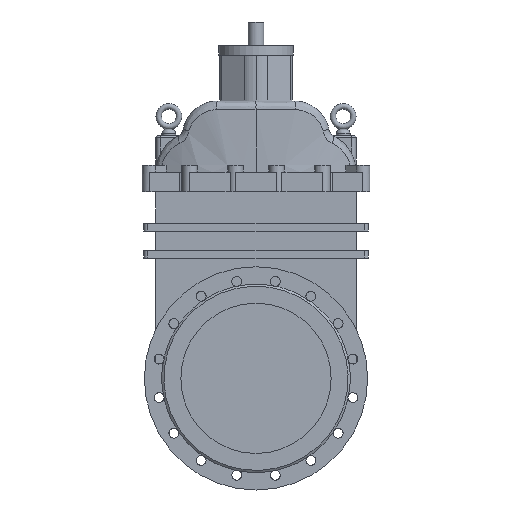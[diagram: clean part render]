
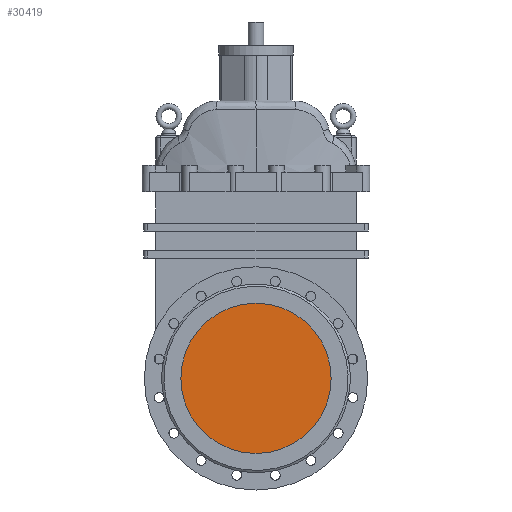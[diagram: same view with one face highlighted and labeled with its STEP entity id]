
A CAD part, front view. The second image highlights one B-rep face of the part: STEP entity #30419.
In plain terms, the highlighted planar face has unit normal (0, -1, 0).
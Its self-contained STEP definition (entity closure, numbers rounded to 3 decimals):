
#30419=ADVANCED_FACE('',(#69486),#69488,.T.);
#69486=FACE_BOUND('',#69487,.T.);
#69487=EDGE_LOOP('',(#89693));
#69488=PLANE('',#69489);
#69489=AXIS2_PLACEMENT_3D('',#69490,#69491,#69492);
#69490=CARTESIAN_POINT('',(19619.535,-4153.06,-269.998));
#69491=DIRECTION('',(0.,-1.,0.));
#69492=DIRECTION('',(0.,0.,-1.));
#89693=ORIENTED_EDGE('',*,*,#99806,.T.);
#99806=EDGE_CURVE('',#116560,#116560,#116561,.T.);
#116560=VERTEX_POINT('',#158592);
#116561=CIRCLE('',#158593,175.);
#158592=CARTESIAN_POINT('',(19619.535,-4153.06,-444.998));
#158593=AXIS2_PLACEMENT_3D('',#158594,#158595,#158596);
#158594=CARTESIAN_POINT('',(19619.535,-4153.06,-269.998));
#158595=DIRECTION('',(0.,-1.,0.));
#158596=DIRECTION('',(0.,0.,1.));
